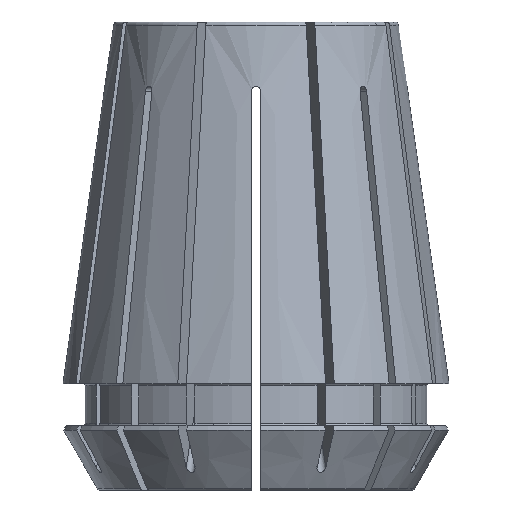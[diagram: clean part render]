
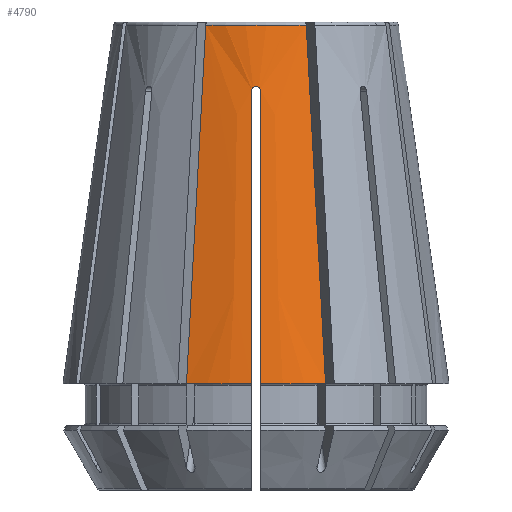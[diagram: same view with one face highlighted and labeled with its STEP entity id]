
A CAD part, front view. The second image highlights one B-rep face of the part: STEP entity #4790.
In plain terms, the highlighted conical face has half-angle 8 degrees and reference radius 16.5 mm.
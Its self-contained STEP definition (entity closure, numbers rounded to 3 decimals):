
#105=CONICAL_SURFACE('',#5246,16.5,0.14);
#319=CIRCLE('',#5247,16.5);
#320=CIRCLE('',#5248,16.5);
#321=CIRCLE('',#5249,12.194);
#508=B_SPLINE_CURVE_WITH_KNOTS('',3,(#6955,#6956,#6957,#6958,#6959),
 .UNSPECIFIED.,.F.,.F.,(4,1,4),(0.,0.001,
0.001),.UNSPECIFIED.);
#548=B_SPLINE_CURVE_WITH_KNOTS('',3,(#7328,#7329,#7330,#7331),
 .UNSPECIFIED.,.F.,.F.,(4,4),(0.,0.031),
 .UNSPECIFIED.);
#550=B_SPLINE_CURVE_WITH_KNOTS('',3,(#7346,#7347,#7348,#7349,#7350,#7351,
#7352),.UNSPECIFIED.,.F.,.F.,(4,3,4),(0.021,0.023,
0.046),.UNSPECIFIED.);
#557=B_SPLINE_CURVE_WITH_KNOTS('',3,(#7416,#7417,#7418,#7419),
 .UNSPECIFIED.,.F.,.F.,(4,4),(0.,0.031),
 .UNSPECIFIED.);
#632=B_SPLINE_CURVE_WITH_KNOTS('',3,(#8445,#8446,#8447,#8448,#8449,#8450,
#8451),.UNSPECIFIED.,.F.,.F.,(4,3,4),(0.021,0.023,
0.046),.UNSPECIFIED.);
#2078=ORIENTED_EDGE('',*,*,#2973,.F.);
#2079=ORIENTED_EDGE('',*,*,#3404,.T.);
#2080=ORIENTED_EDGE('',*,*,#3405,.F.);
#2081=ORIENTED_EDGE('',*,*,#2852,.T.);
#2082=ORIENTED_EDGE('',*,*,#2979,.T.);
#2083=ORIENTED_EDGE('',*,*,#3406,.T.);
#2084=ORIENTED_EDGE('',*,*,#3002,.T.);
#2085=ORIENTED_EDGE('',*,*,#3407,.F.);
#2852=EDGE_CURVE('',#3620,#3621,#508,.T.);
#2973=EDGE_CURVE('',#3738,#3739,#548,.T.);
#2979=EDGE_CURVE('',#3621,#3744,#550,.T.);
#3002=EDGE_CURVE('',#3766,#3765,#557,.T.);
#3404=EDGE_CURVE('',#3738,#4044,#319,.T.);
#3405=EDGE_CURVE('',#3620,#4044,#632,.T.);
#3406=EDGE_CURVE('',#3744,#3766,#320,.T.);
#3407=EDGE_CURVE('',#3739,#3765,#321,.T.);
#3620=VERTEX_POINT('',#6960);
#3621=VERTEX_POINT('',#6961);
#3738=VERTEX_POINT('',#7327);
#3739=VERTEX_POINT('',#7332);
#3744=VERTEX_POINT('',#7353);
#3765=VERTEX_POINT('',#7415);
#3766=VERTEX_POINT('',#7420);
#4044=VERTEX_POINT('',#8444);
#4230=EDGE_LOOP('',(#2078,#2079,#2080,#2081,#2082,#2083,#2084,#2085));
#4486=FACE_BOUND('',#4230,.T.);
#4790=ADVANCED_FACE('',(#4486),#105,.T.);
#5246=AXIS2_PLACEMENT_3D('',#8442,#6342,#6343);
#5247=AXIS2_PLACEMENT_3D('',#8443,#6344,#6345);
#5248=AXIS2_PLACEMENT_3D('',#8452,#6346,#6347);
#5249=AXIS2_PLACEMENT_3D('',#8453,#6348,#6349);
#6342=DIRECTION('',(0.,0.,-1.));
#6343=DIRECTION('',(-1.,0.,0.));
#6344=DIRECTION('',(0.,0.,1.));
#6345=DIRECTION('',(1.,0.,0.));
#6346=DIRECTION('',(0.,0.,1.));
#6347=DIRECTION('',(1.,0.,0.));
#6348=DIRECTION('',(0.,0.,1.));
#6349=DIRECTION('',(1.,0.,0.));
#6955=CARTESIAN_POINT('',(-0.4,-12.98,34.3));
#6956=CARTESIAN_POINT('',(-0.4,-12.951,34.51));
#6957=CARTESIAN_POINT('',(-0.001,-12.91,34.89));
#6958=CARTESIAN_POINT('',(0.4,-12.951,34.51));
#6959=CARTESIAN_POINT('',(0.4,-12.98,34.3));
#6960=CARTESIAN_POINT('',(-0.4,-12.98,34.3));
#6961=CARTESIAN_POINT('',(0.4,-12.98,34.3));
#7327=CARTESIAN_POINT('',(-5.943,-15.393,9.3));
#7328=CARTESIAN_POINT('',(-5.943,-15.393,9.3));
#7329=CARTESIAN_POINT('',(-5.393,-14.066,19.514));
#7330=CARTESIAN_POINT('',(-4.844,-12.739,29.728));
#7331=CARTESIAN_POINT('',(-4.294,-11.412,39.942));
#7332=CARTESIAN_POINT('',(-4.294,-11.412,39.942));
#7346=CARTESIAN_POINT('',(0.4,-12.98,34.3));
#7347=CARTESIAN_POINT('',(0.4,-13.104,33.421));
#7348=CARTESIAN_POINT('',(0.4,-13.228,32.542));
#7349=CARTESIAN_POINT('',(0.4,-13.351,31.662));
#7350=CARTESIAN_POINT('',(0.4,-14.399,24.208));
#7351=CARTESIAN_POINT('',(0.4,-15.447,16.754));
#7352=CARTESIAN_POINT('',(0.4,-16.495,9.3));
#7353=CARTESIAN_POINT('',(0.4,-16.495,9.3));
#7415=CARTESIAN_POINT('',(4.294,-11.412,39.942));
#7416=CARTESIAN_POINT('',(5.943,-15.393,9.3));
#7417=CARTESIAN_POINT('',(5.393,-14.066,19.514));
#7418=CARTESIAN_POINT('',(4.844,-12.739,29.728));
#7419=CARTESIAN_POINT('',(4.294,-11.412,39.942));
#7420=CARTESIAN_POINT('',(5.943,-15.393,9.3));
#8442=CARTESIAN_POINT('',(0.,0.,9.3));
#8443=CARTESIAN_POINT('',(0.,0.,9.3));
#8444=CARTESIAN_POINT('',(-0.4,-16.495,9.3));
#8445=CARTESIAN_POINT('',(-0.4,-12.98,34.3));
#8446=CARTESIAN_POINT('',(-0.4,-13.104,33.421));
#8447=CARTESIAN_POINT('',(-0.4,-13.228,32.542));
#8448=CARTESIAN_POINT('',(-0.4,-13.351,31.662));
#8449=CARTESIAN_POINT('',(-0.4,-14.399,24.208));
#8450=CARTESIAN_POINT('',(-0.4,-15.447,16.754));
#8451=CARTESIAN_POINT('',(-0.4,-16.495,9.3));
#8452=CARTESIAN_POINT('',(0.,0.,9.3));
#8453=CARTESIAN_POINT('',(0.,0.,39.942));
